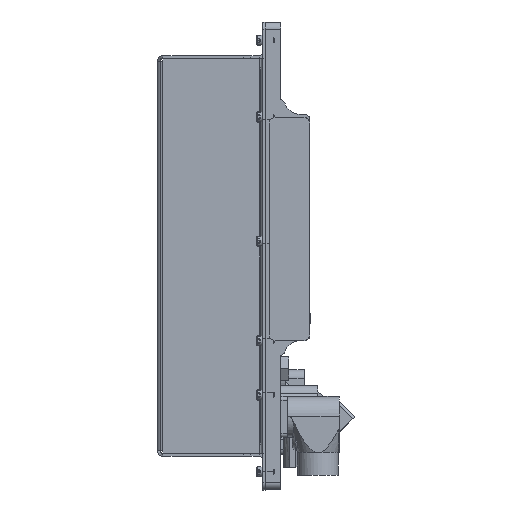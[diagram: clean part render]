
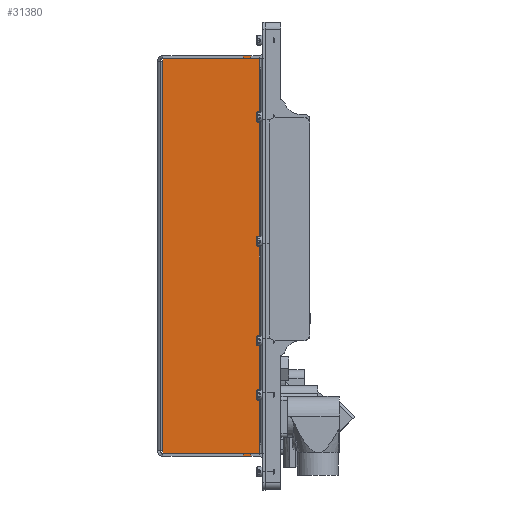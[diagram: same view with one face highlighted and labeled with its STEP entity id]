
A CAD part, left-side view. The second image highlights one B-rep face of the part: STEP entity #31380.
In plain terms, the highlighted face is planar.
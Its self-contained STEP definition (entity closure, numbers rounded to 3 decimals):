
#100 = VERTEX_POINT ( 'NONE', #20445 ) ;
#181 = LINE ( 'NONE', #29553, #17136 ) ;
#271 = DIRECTION ( 'NONE',  ( -1., 0., 0. ) ) ;
#891 = CARTESIAN_POINT ( 'NONE',  ( -134.95, 66.716, -4.004 ) ) ;
#1087 = EDGE_CURVE ( 'NONE', #3461, #21492, #25795, .T. ) ;
#1111 = CARTESIAN_POINT ( 'NONE',  ( -134.95, 66.716, -70.004 ) ) ;
#1142 = LINE ( 'NONE', #8319, #14278 ) ;
#1255 = DIRECTION ( 'NONE',  ( 0., 0., 1. ) ) ;
#1258 = LINE ( 'NONE', #20595, #20538 ) ;
#1322 = PLANE ( 'NONE',  #22777 ) ;
#1334 = LINE ( 'NONE', #11223, #21979 ) ;
#1714 = CARTESIAN_POINT ( 'NONE',  ( -133., 66.716, -4.004 ) ) ;
#1796 = CARTESIAN_POINT ( 'NONE',  ( 133., 66.716, -4.004 ) ) ;
#1960 = CARTESIAN_POINT ( 'NONE',  ( -137., 66.716, -64.004 ) ) ;
#2006 = ORIENTED_EDGE ( 'NONE', *, *, #11675, .T. ) ;
#2320 = VECTOR ( 'NONE', #6570, 1000. ) ;
#2332 = ORIENTED_EDGE ( 'NONE', *, *, #14586, .T. ) ;
#2385 = VECTOR ( 'NONE', #17672, 1000. ) ;
#2654 = LINE ( 'NONE', #12377, #2851 ) ;
#2851 = VECTOR ( 'NONE', #271, 1000. ) ;
#3059 = VECTOR ( 'NONE', #1255, 1000. ) ;
#3110 = LINE ( 'NONE', #891, #25672 ) ;
#3185 = VERTEX_POINT ( 'NONE', #9869 ) ;
#3461 = VERTEX_POINT ( 'NONE', #22209 ) ;
#3915 = VERTEX_POINT ( 'NONE', #5072 ) ;
#4456 = EDGE_CURVE ( 'NONE', #13559, #17613, #31383, .T. ) ;
#4484 = ORIENTED_EDGE ( 'NONE', *, *, #1087, .T. ) ;
#4949 = ORIENTED_EDGE ( 'NONE', *, *, #27140, .T. ) ;
#5072 = CARTESIAN_POINT ( 'NONE',  ( 133., 66.716, -4. ) ) ;
#5124 = DIRECTION ( 'NONE',  ( 1., 0., 0. ) ) ;
#5736 = EDGE_CURVE ( 'NONE', #20896, #20508, #181, .T. ) ;
#5902 = DIRECTION ( 'NONE',  ( 0., 0., -1. ) ) ;
#5963 = EDGE_CURVE ( 'NONE', #29077, #20896, #24584, .T. ) ;
#6015 = CARTESIAN_POINT ( 'NONE',  ( 137., 66.716, -59.004 ) ) ;
#6020 = EDGE_LOOP ( 'NONE', ( #19580, #2006, #21255, #2332, #25501, #8730, #4949, #6188, #13349, #17166, #14291, #29359, #16921, #9185, #9015, #4484 ) ) ;
#6170 = DIRECTION ( 'NONE',  ( 0., 0., 1. ) ) ;
#6188 = ORIENTED_EDGE ( 'NONE', *, *, #25606, .T. ) ;
#6570 = DIRECTION ( 'NONE',  ( -1., 0., 0. ) ) ;
#8131 = CARTESIAN_POINT ( 'NONE',  ( -137., 66.716, -59.004 ) ) ;
#8319 = CARTESIAN_POINT ( 'NONE',  ( -134.95, 66.716, -64.004 ) ) ;
#8730 = ORIENTED_EDGE ( 'NONE', *, *, #4456, .T. ) ;
#8739 = CARTESIAN_POINT ( 'NONE',  ( -137., 66.716, -59.004 ) ) ;
#9015 = ORIENTED_EDGE ( 'NONE', *, *, #17532, .T. ) ;
#9125 = CARTESIAN_POINT ( 'NONE',  ( 0., 66.716, -70.004 ) ) ;
#9185 = ORIENTED_EDGE ( 'NONE', *, *, #23693, .T. ) ;
#9565 = CARTESIAN_POINT ( 'NONE',  ( 137., 66.716, -59.004 ) ) ;
#9678 = EDGE_CURVE ( 'NONE', #100, #29077, #17862, .T. ) ;
#9869 = CARTESIAN_POINT ( 'NONE',  ( -134.95, 66.716, -4.004 ) ) ;
#10181 = CARTESIAN_POINT ( 'NONE',  ( 134.95, 66.716, -70.004 ) ) ;
#10575 = CARTESIAN_POINT ( 'NONE',  ( -134.95, 66.716, -59.004 ) ) ;
#11058 = DIRECTION ( 'NONE',  ( 0., -1., 0. ) ) ;
#11223 = CARTESIAN_POINT ( 'NONE',  ( 0., 66.716, -4. ) ) ;
#11478 = VERTEX_POINT ( 'NONE', #28815 ) ;
#11530 = DIRECTION ( 'NONE',  ( -1., 0., 0. ) ) ;
#11547 = CARTESIAN_POINT ( 'NONE',  ( 134.95, 66.716, -4.004 ) ) ;
#11675 = EDGE_CURVE ( 'NONE', #3915, #14013, #1334, .T. ) ;
#12377 = CARTESIAN_POINT ( 'NONE',  ( 134.95, 66.716, -59.004 ) ) ;
#12564 = EDGE_CURVE ( 'NONE', #20508, #28108, #17692, .T. ) ;
#13081 = DIRECTION ( 'NONE',  ( 1., 0., 0. ) ) ;
#13349 = ORIENTED_EDGE ( 'NONE', *, *, #17519, .T. ) ;
#13559 = VERTEX_POINT ( 'NONE', #25043 ) ;
#13570 = CARTESIAN_POINT ( 'NONE',  ( -134.95, 66.716, -64.004 ) ) ;
#14013 = VERTEX_POINT ( 'NONE', #18954 ) ;
#14278 = VECTOR ( 'NONE', #27185, 1000. ) ;
#14291 = ORIENTED_EDGE ( 'NONE', *, *, #5963, .T. ) ;
#14586 = EDGE_CURVE ( 'NONE', #27291, #3185, #3110, .T. ) ;
#15170 = CARTESIAN_POINT ( 'NONE',  ( -134.95, 66.716, -70.004 ) ) ;
#15633 = LINE ( 'NONE', #1111, #29698 ) ;
#16098 = DIRECTION ( 'NONE',  ( 0., 0., -1. ) ) ;
#16240 = VECTOR ( 'NONE', #20345, 1000. ) ;
#16921 = ORIENTED_EDGE ( 'NONE', *, *, #12564, .T. ) ;
#17126 = CARTESIAN_POINT ( 'NONE',  ( 134.95, 66.716, -70.004 ) ) ;
#17136 = VECTOR ( 'NONE', #5124, 1000. ) ;
#17166 = ORIENTED_EDGE ( 'NONE', *, *, #9678, .T. ) ;
#17519 = EDGE_CURVE ( 'NONE', #28047, #100, #15633, .T. ) ;
#17532 = EDGE_CURVE ( 'NONE', #11478, #3461, #1258, .T. ) ;
#17613 = VERTEX_POINT ( 'NONE', #8131 ) ;
#17672 = DIRECTION ( 'NONE',  ( 0., 0., 1. ) ) ;
#17692 = LINE ( 'NONE', #6015, #3059 ) ;
#17862 = LINE ( 'NONE', #15170, #20859 ) ;
#18375 = DIRECTION ( 'NONE',  ( 1., 0., 0. ) ) ;
#18954 = CARTESIAN_POINT ( 'NONE',  ( -133., 66.716, -4. ) ) ;
#19257 = EDGE_CURVE ( 'NONE', #14013, #27291, #27655, .T. ) ;
#19428 = EDGE_CURVE ( 'NONE', #21492, #3915, #21725, .T. ) ;
#19580 = ORIENTED_EDGE ( 'NONE', *, *, #19428, .T. ) ;
#20345 = DIRECTION ( 'NONE',  ( -1., 0., 0. ) ) ;
#20445 = CARTESIAN_POINT ( 'NONE',  ( -134.95, 66.716, -70.004 ) ) ;
#20508 = VERTEX_POINT ( 'NONE', #30547 ) ;
#20538 = VECTOR ( 'NONE', #6170, 1000. ) ;
#20595 = CARTESIAN_POINT ( 'NONE',  ( 134.95, 66.716, -59.004 ) ) ;
#20859 = VECTOR ( 'NONE', #13081, 1000. ) ;
#20896 = VERTEX_POINT ( 'NONE', #24398 ) ;
#21255 = ORIENTED_EDGE ( 'NONE', *, *, #19257, .T. ) ;
#21492 = VERTEX_POINT ( 'NONE', #1796 ) ;
#21611 = VERTEX_POINT ( 'NONE', #1960 ) ;
#21725 = LINE ( 'NONE', #24111, #27250 ) ;
#21758 = VECTOR ( 'NONE', #26080, 1000. ) ;
#21979 = VECTOR ( 'NONE', #11530, 1000. ) ;
#22209 = CARTESIAN_POINT ( 'NONE',  ( 134.95, 66.716, -4.004 ) ) ;
#22452 = DIRECTION ( 'NONE',  ( -1., 0., 0. ) ) ;
#22777 = AXIS2_PLACEMENT_3D ( 'NONE', #9125, #11058, #18375 ) ;
#23358 = CARTESIAN_POINT ( 'NONE',  ( -134.95, 66.716, -59.004 ) ) ;
#23693 = EDGE_CURVE ( 'NONE', #28108, #11478, #2654, .T. ) ;
#24111 = CARTESIAN_POINT ( 'NONE',  ( 133., 66.716, 1051.426 ) ) ;
#24398 = CARTESIAN_POINT ( 'NONE',  ( 134.95, 66.716, -64.004 ) ) ;
#24584 = LINE ( 'NONE', #10181, #2385 ) ;
#25043 = CARTESIAN_POINT ( 'NONE',  ( -134.95, 66.716, -59.004 ) ) ;
#25501 = ORIENTED_EDGE ( 'NONE', *, *, #31373, .T. ) ;
#25606 = EDGE_CURVE ( 'NONE', #21611, #28047, #1142, .T. ) ;
#25672 = VECTOR ( 'NONE', #22452, 1000. ) ;
#25795 = LINE ( 'NONE', #11547, #2320 ) ;
#26004 = DIRECTION ( 'NONE',  ( 0., 0., -1. ) ) ;
#26052 = DIRECTION ( 'NONE',  ( 0., 0., 1. ) ) ;
#26080 = DIRECTION ( 'NONE',  ( 0., 0., -1. ) ) ;
#26390 = FACE_OUTER_BOUND ( 'NONE', #6020, .T. ) ;
#27140 = EDGE_CURVE ( 'NONE', #17613, #21611, #30624, .T. ) ;
#27185 = DIRECTION ( 'NONE',  ( 1., 0., 0. ) ) ;
#27250 = VECTOR ( 'NONE', #26052, 1000. ) ;
#27291 = VERTEX_POINT ( 'NONE', #1714 ) ;
#27655 = LINE ( 'NONE', #30354, #29242 ) ;
#28047 = VERTEX_POINT ( 'NONE', #13570 ) ;
#28108 = VERTEX_POINT ( 'NONE', #9565 ) ;
#28815 = CARTESIAN_POINT ( 'NONE',  ( 134.95, 66.716, -59.004 ) ) ;
#29077 = VERTEX_POINT ( 'NONE', #17126 ) ;
#29242 = VECTOR ( 'NONE', #5902, 1000. ) ;
#29359 = ORIENTED_EDGE ( 'NONE', *, *, #5736, .T. ) ;
#29553 = CARTESIAN_POINT ( 'NONE',  ( 134.95, 66.716, -64.004 ) ) ;
#29563 = VECTOR ( 'NONE', #26004, 1000. ) ;
#29698 = VECTOR ( 'NONE', #16098, 1000. ) ;
#30354 = CARTESIAN_POINT ( 'NONE',  ( -133., 66.716, 1051.426 ) ) ;
#30547 = CARTESIAN_POINT ( 'NONE',  ( 137., 66.716, -64.004 ) ) ;
#30624 = LINE ( 'NONE', #8739, #29563 ) ;
#31005 = LINE ( 'NONE', #23358, #21758 ) ;
#31373 = EDGE_CURVE ( 'NONE', #3185, #13559, #31005, .T. ) ;
#31380 = ADVANCED_FACE ( 'NONE', ( #26390 ), #1322, .T. ) ;
#31383 = LINE ( 'NONE', #10575, #16240 ) ;
